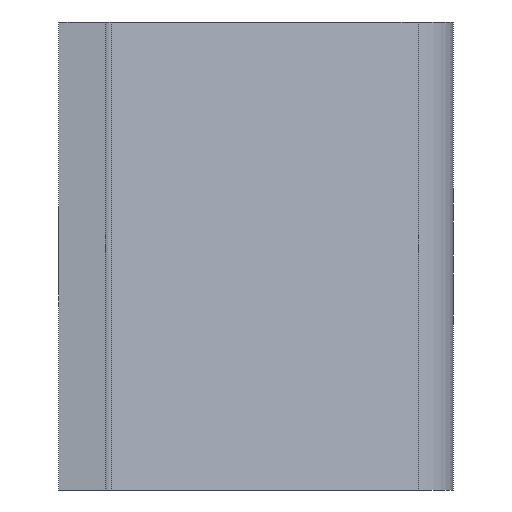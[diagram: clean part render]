
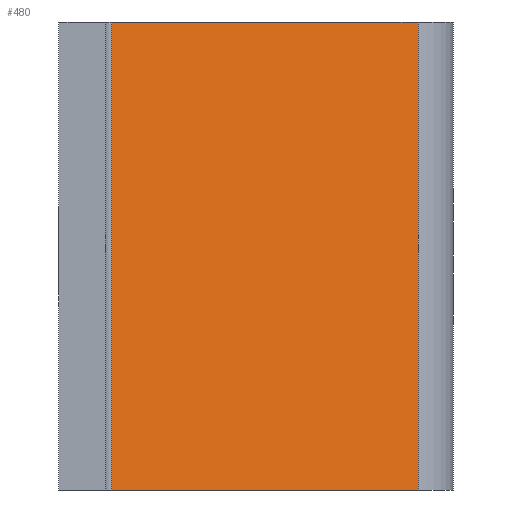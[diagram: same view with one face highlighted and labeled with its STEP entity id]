
A CAD part, left-side view. The second image highlights one B-rep face of the part: STEP entity #480.
In plain terms, the highlighted planar face has unit normal (-0.927, -0.375, 0).
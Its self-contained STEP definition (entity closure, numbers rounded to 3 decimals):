
#23=PLANE('',#533);
#60=LINE('',#789,#104);
#61=LINE('',#793,#105);
#62=LINE('',#795,#106);
#63=LINE('',#796,#107);
#104=VECTOR('',#649,10.);
#105=VECTOR('',#654,10.);
#106=VECTOR('',#655,10.);
#107=VECTOR('',#656,10.);
#144=FACE_OUTER_BOUND('',#176,.T.);
#176=EDGE_LOOP('',(#389,#390,#391,#392));
#243=VERTEX_POINT('',#786);
#244=VERTEX_POINT('',#788);
#245=VERTEX_POINT('',#792);
#246=VERTEX_POINT('',#794);
#303=EDGE_CURVE('',#244,#243,#60,.T.);
#305=EDGE_CURVE('',#243,#245,#61,.T.);
#306=EDGE_CURVE('',#246,#245,#62,.T.);
#307=EDGE_CURVE('',#244,#246,#63,.T.);
#389=ORIENTED_EDGE('',*,*,#305,.T.);
#390=ORIENTED_EDGE('',*,*,#306,.F.);
#391=ORIENTED_EDGE('',*,*,#307,.F.);
#392=ORIENTED_EDGE('',*,*,#303,.T.);
#480=ADVANCED_FACE('',(#144),#23,.T.);
#533=AXIS2_PLACEMENT_3D('',#791,#652,#653);
#649=DIRECTION('',(0.,0.,1.));
#652=DIRECTION('center_axis',(-0.927,-0.375,0.));
#653=DIRECTION('ref_axis',(0.,0.,1.));
#654=DIRECTION('',(-0.375,0.927,0.));
#655=DIRECTION('',(0.,0.,1.));
#656=DIRECTION('',(-0.375,0.927,0.));
#786=CARTESIAN_POINT('',(39.111,3.752,50.));
#788=CARTESIAN_POINT('',(39.111,3.752,0.));
#789=CARTESIAN_POINT('',(39.111,3.752,0.));
#791=CARTESIAN_POINT('Origin',(39.111,3.752,0.));
#792=CARTESIAN_POINT('',(25.88,36.501,50.));
#793=CARTESIAN_POINT('',(39.111,3.752,50.));
#794=CARTESIAN_POINT('',(25.88,36.501,0.));
#795=CARTESIAN_POINT('',(25.88,36.501,0.));
#796=CARTESIAN_POINT('',(39.111,3.752,0.));
